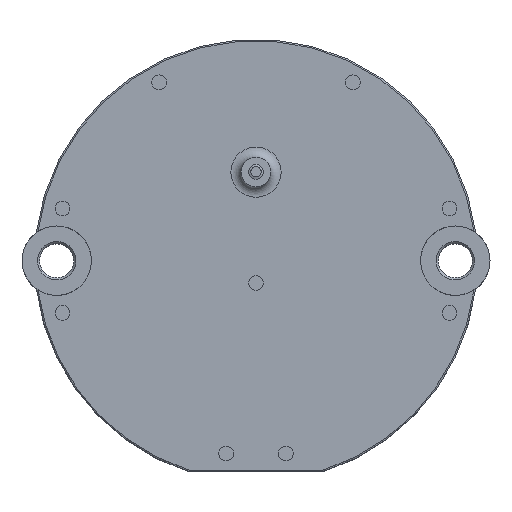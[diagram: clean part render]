
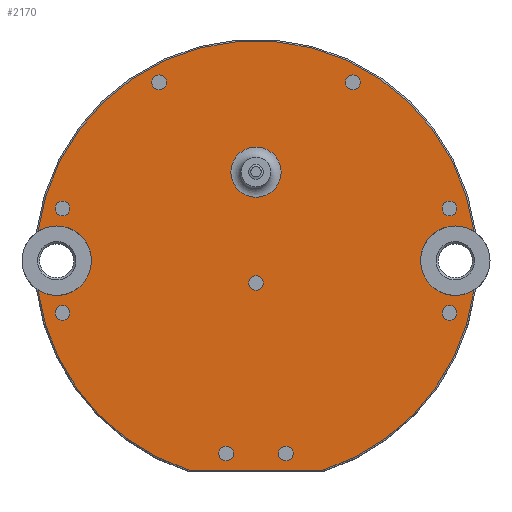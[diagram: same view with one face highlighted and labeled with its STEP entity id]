
A CAD part, top view. The second image highlights one B-rep face of the part: STEP entity #2170.
In plain terms, the highlighted planar face has unit normal (0, 0, 1).
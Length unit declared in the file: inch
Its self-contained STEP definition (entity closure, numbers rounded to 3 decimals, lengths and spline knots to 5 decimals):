
#170=FACE_BOUND('',#365,.T.);
#171=FACE_BOUND('',#366,.T.);
#172=FACE_BOUND('',#367,.T.);
#173=FACE_BOUND('',#368,.T.);
#174=FACE_BOUND('',#369,.T.);
#175=FACE_BOUND('',#370,.T.);
#176=FACE_BOUND('',#371,.T.);
#177=FACE_BOUND('',#372,.T.);
#178=FACE_BOUND('',#373,.T.);
#179=FACE_BOUND('',#374,.T.);
#215=FACE_OUTER_BOUND('',#364,.T.);
#364=EDGE_LOOP('',(#1508,#1509,#1510,#1511,#1512,#1513,#1514,#1515));
#365=EDGE_LOOP('',(#1516));
#366=EDGE_LOOP('',(#1517));
#367=EDGE_LOOP('',(#1518));
#368=EDGE_LOOP('',(#1519));
#369=EDGE_LOOP('',(#1520));
#370=EDGE_LOOP('',(#1521));
#371=EDGE_LOOP('',(#1522));
#372=EDGE_LOOP('',(#1523));
#373=EDGE_LOOP('',(#1524));
#374=EDGE_LOOP('',(#1525));
#543=LINE('',#3425,#673);
#673=VECTOR('',#2705,0.35538);
#810=CIRCLE('',#2344,0.06693);
#817=CIRCLE('',#2354,0.09252);
#818=CIRCLE('',#2355,0.58661);
#819=CIRCLE('',#2356,0.09252);
#820=CIRCLE('',#2357,0.09252);
#821=CIRCLE('',#2358,0.58661);
#822=CIRCLE('',#2359,0.58661);
#823=CIRCLE('',#2360,0.09252);
#824=CIRCLE('',#2361,0.01969);
#825=CIRCLE('',#2362,0.01969);
#826=CIRCLE('',#2363,0.01969);
#827=CIRCLE('',#2364,0.01969);
#828=CIRCLE('',#2365,0.01969);
#829=CIRCLE('',#2366,0.01969);
#830=CIRCLE('',#2367,0.01969);
#831=CIRCLE('',#2368,0.01969);
#832=CIRCLE('',#2369,0.01969);
#963=VERTEX_POINT('',#3392);
#971=VERTEX_POINT('',#3413);
#972=VERTEX_POINT('',#3414);
#973=VERTEX_POINT('',#3416);
#974=VERTEX_POINT('',#3418);
#975=VERTEX_POINT('',#3420);
#976=VERTEX_POINT('',#3422);
#977=VERTEX_POINT('',#3424);
#978=VERTEX_POINT('',#3426);
#979=VERTEX_POINT('',#3429);
#980=VERTEX_POINT('',#3431);
#981=VERTEX_POINT('',#3433);
#982=VERTEX_POINT('',#3435);
#983=VERTEX_POINT('',#3437);
#984=VERTEX_POINT('',#3439);
#985=VERTEX_POINT('',#3441);
#986=VERTEX_POINT('',#3443);
#987=VERTEX_POINT('',#3445);
#1171=EDGE_CURVE('',#963,#963,#810,.T.);
#1181=EDGE_CURVE('',#971,#972,#817,.T.);
#1182=EDGE_CURVE('',#971,#973,#818,.T.);
#1183=EDGE_CURVE('',#974,#973,#819,.T.);
#1184=EDGE_CURVE('',#975,#974,#820,.T.);
#1185=EDGE_CURVE('',#975,#976,#821,.T.);
#1186=EDGE_CURVE('',#976,#977,#543,.T.);
#1187=EDGE_CURVE('',#977,#978,#822,.T.);
#1188=EDGE_CURVE('',#972,#978,#823,.T.);
#1189=EDGE_CURVE('',#979,#979,#824,.T.);
#1190=EDGE_CURVE('',#980,#980,#825,.T.);
#1191=EDGE_CURVE('',#981,#981,#826,.T.);
#1192=EDGE_CURVE('',#982,#982,#827,.T.);
#1193=EDGE_CURVE('',#983,#983,#828,.T.);
#1194=EDGE_CURVE('',#984,#984,#829,.T.);
#1195=EDGE_CURVE('',#985,#985,#830,.T.);
#1196=EDGE_CURVE('',#986,#986,#831,.T.);
#1197=EDGE_CURVE('',#987,#987,#832,.T.);
#1508=ORIENTED_EDGE('',*,*,#1181,.F.);
#1509=ORIENTED_EDGE('',*,*,#1182,.T.);
#1510=ORIENTED_EDGE('',*,*,#1183,.F.);
#1511=ORIENTED_EDGE('',*,*,#1184,.F.);
#1512=ORIENTED_EDGE('',*,*,#1185,.T.);
#1513=ORIENTED_EDGE('',*,*,#1186,.T.);
#1514=ORIENTED_EDGE('',*,*,#1187,.T.);
#1515=ORIENTED_EDGE('',*,*,#1188,.F.);
#1516=ORIENTED_EDGE('',*,*,#1171,.T.);
#1517=ORIENTED_EDGE('',*,*,#1189,.F.);
#1518=ORIENTED_EDGE('',*,*,#1190,.F.);
#1519=ORIENTED_EDGE('',*,*,#1191,.F.);
#1520=ORIENTED_EDGE('',*,*,#1192,.F.);
#1521=ORIENTED_EDGE('',*,*,#1193,.F.);
#1522=ORIENTED_EDGE('',*,*,#1194,.F.);
#1523=ORIENTED_EDGE('',*,*,#1195,.F.);
#1524=ORIENTED_EDGE('',*,*,#1196,.F.);
#1525=ORIENTED_EDGE('',*,*,#1197,.F.);
#2102=PLANE('',#2353);
#2170=ADVANCED_FACE('',(#215,#170,#171,#172,#173,#174,#175,#176,#177,#178,
#179),#2102,.T.);
#2344=AXIS2_PLACEMENT_3D('',#3393,#2672,#2673);
#2353=AXIS2_PLACEMENT_3D('',#3412,#2693,#2694);
#2354=AXIS2_PLACEMENT_3D('',#3415,#2695,#2696);
#2355=AXIS2_PLACEMENT_3D('',#3417,#2697,#2698);
#2356=AXIS2_PLACEMENT_3D('',#3419,#2699,#2700);
#2357=AXIS2_PLACEMENT_3D('',#3421,#2701,#2702);
#2358=AXIS2_PLACEMENT_3D('',#3423,#2703,#2704);
#2359=AXIS2_PLACEMENT_3D('',#3427,#2706,#2707);
#2360=AXIS2_PLACEMENT_3D('',#3428,#2708,#2709);
#2361=AXIS2_PLACEMENT_3D('',#3430,#2710,#2711);
#2362=AXIS2_PLACEMENT_3D('',#3432,#2712,#2713);
#2363=AXIS2_PLACEMENT_3D('',#3434,#2714,#2715);
#2364=AXIS2_PLACEMENT_3D('',#3436,#2716,#2717);
#2365=AXIS2_PLACEMENT_3D('',#3438,#2718,#2719);
#2366=AXIS2_PLACEMENT_3D('',#3440,#2720,#2721);
#2367=AXIS2_PLACEMENT_3D('',#3442,#2722,#2723);
#2368=AXIS2_PLACEMENT_3D('',#3444,#2724,#2725);
#2369=AXIS2_PLACEMENT_3D('',#3446,#2726,#2727);
#2672=DIRECTION('center_axis',(0.,0.,-1.));
#2673=DIRECTION('ref_axis',(0.,1.,0.));
#2693=DIRECTION('center_axis',(0.,0.,1.));
#2694=DIRECTION('ref_axis',(0.,-1.,0.));
#2695=DIRECTION('center_axis',(0.,0.,1.));
#2696=DIRECTION('ref_axis',(0.,-1.,0.));
#2697=DIRECTION('center_axis',(0.,0.,1.));
#2698=DIRECTION('ref_axis',(0.,-1.,0.));
#2699=DIRECTION('center_axis',(0.,0.,1.));
#2700=DIRECTION('ref_axis',(0.,-1.,0.));
#2701=DIRECTION('center_axis',(0.,0.,1.));
#2702=DIRECTION('ref_axis',(0.,-1.,0.));
#2703=DIRECTION('center_axis',(0.,0.,1.));
#2704=DIRECTION('ref_axis',(0.,-1.,0.));
#2705=DIRECTION('',(1.,0.,0.));
#2706=DIRECTION('center_axis',(0.,0.,1.));
#2707=DIRECTION('ref_axis',(0.,-1.,0.));
#2708=DIRECTION('center_axis',(0.,0.,1.));
#2709=DIRECTION('ref_axis',(0.,-1.,0.));
#2710=DIRECTION('center_axis',(0.,0.,1.));
#2711=DIRECTION('ref_axis',(0.,1.,0.));
#2712=DIRECTION('center_axis',(0.,0.,1.));
#2713=DIRECTION('ref_axis',(0.,-1.,0.));
#2714=DIRECTION('center_axis',(0.,0.,1.));
#2715=DIRECTION('ref_axis',(0.,-1.,0.));
#2716=DIRECTION('center_axis',(0.,0.,1.));
#2717=DIRECTION('ref_axis',(0.,1.,0.));
#2718=DIRECTION('center_axis',(0.,0.,1.));
#2719=DIRECTION('ref_axis',(0.,-1.,0.));
#2720=DIRECTION('center_axis',(0.,0.,1.));
#2721=DIRECTION('ref_axis',(0.,1.,0.));
#2722=DIRECTION('center_axis',(0.,0.,1.));
#2723=DIRECTION('ref_axis',(0.,1.,0.));
#2724=DIRECTION('center_axis',(0.,0.,1.));
#2725=DIRECTION('ref_axis',(0.,-1.,0.));
#2726=DIRECTION('center_axis',(0.,0.,1.));
#2727=DIRECTION('ref_axis',(0.,-1.,0.));
#3392=CARTESIAN_POINT('',(0.,0.16929,0.12598));
#3393=CARTESIAN_POINT('Origin',(0.,0.23622,0.12598));
#3412=CARTESIAN_POINT('Origin',(0.,0.,0.12598));
#3413=CARTESIAN_POINT('',(0.58142,0.07789,0.12598));
#3414=CARTESIAN_POINT('',(0.5315,0.09252,0.12598));
#3415=CARTESIAN_POINT('Origin',(0.5315,0.,
0.12598));
#3416=CARTESIAN_POINT('',(-0.58142,0.07789,0.12598));
#3417=CARTESIAN_POINT('Origin',(0.,0.,0.12598));
#3418=CARTESIAN_POINT('',(-0.5315,0.09252,0.12598));
#3419=CARTESIAN_POINT('Origin',(-0.5315,0.,
0.12598));
#3420=CARTESIAN_POINT('',(-0.58142,-0.07789,0.12598));
#3421=CARTESIAN_POINT('Origin',(-0.5315,0.,
0.12598));
#3422=CARTESIAN_POINT('',(-0.17769,-0.55906,0.12598));
#3423=CARTESIAN_POINT('Origin',(0.,0.,0.12598));
#3424=CARTESIAN_POINT('',(0.17769,-0.55906,0.12598));
#3425=CARTESIAN_POINT('',(-0.17769,-0.55906,0.12598));
#3426=CARTESIAN_POINT('',(0.58142,-0.07789,0.12598));
#3427=CARTESIAN_POINT('Origin',(0.,0.,0.12598));
#3428=CARTESIAN_POINT('Origin',(0.5315,0.,
0.12598));
#3429=CARTESIAN_POINT('',(0.07936,-0.53382,0.12598));
#3430=CARTESIAN_POINT('Origin',(0.07936,-0.51414,0.12598));
#3431=CARTESIAN_POINT('',(-0.07936,-0.53382,0.12598));
#3432=CARTESIAN_POINT('Origin',(-0.07936,-0.51414,
0.12598));
#3433=CARTESIAN_POINT('',(0.,-0.07932,0.12598));
#3434=CARTESIAN_POINT('Origin',(0.,-0.05963,0.12598));
#3435=CARTESIAN_POINT('',(-0.51606,-0.15899,0.12598));
#3436=CARTESIAN_POINT('Origin',(-0.51606,-0.1393,0.12598));
#3437=CARTESIAN_POINT('',(0.51606,-0.15899,0.12598));
#3438=CARTESIAN_POINT('Origin',(0.51606,-0.1393,0.12598));
#3439=CARTESIAN_POINT('',(0.51606,0.11962,0.12598));
#3440=CARTESIAN_POINT('Origin',(0.51606,0.1393,0.12598));
#3441=CARTESIAN_POINT('',(0.25814,0.45583,0.12598));
#3442=CARTESIAN_POINT('Origin',(0.25814,0.47552,0.12598));
#3443=CARTESIAN_POINT('',(-0.51606,0.11962,0.12598));
#3444=CARTESIAN_POINT('Origin',(-0.51606,0.1393,0.12598));
#3445=CARTESIAN_POINT('',(-0.25814,0.45583,0.12598));
#3446=CARTESIAN_POINT('Origin',(-0.25814,0.47552,0.12598));
